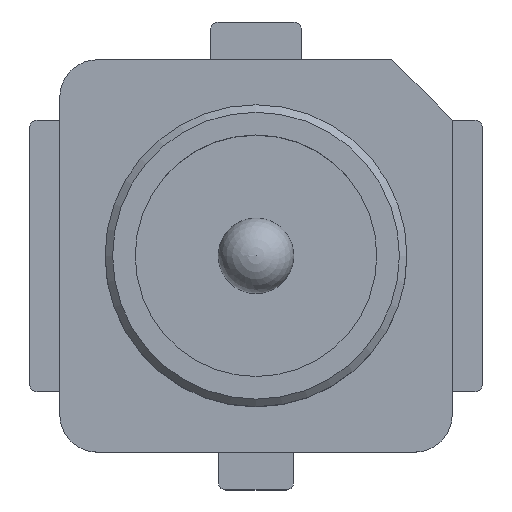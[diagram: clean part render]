
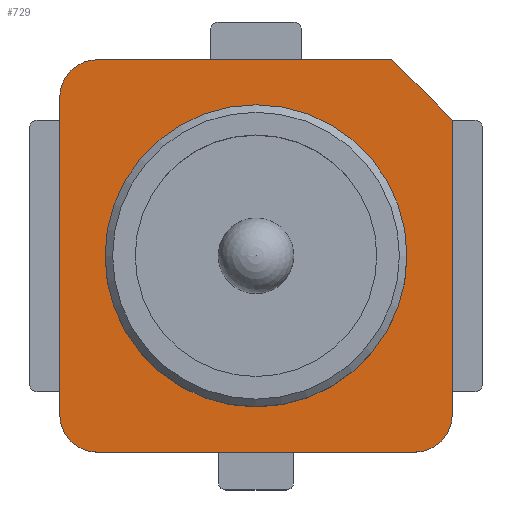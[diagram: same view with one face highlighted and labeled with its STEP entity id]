
A CAD part, top view. The second image highlights one B-rep face of the part: STEP entity #729.
In plain terms, the highlighted planar face has unit normal (0, 0, 1).
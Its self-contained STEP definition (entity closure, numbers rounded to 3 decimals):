
#23=LINE('',#1083,#96);
#24=LINE('',#1087,#97);
#25=LINE('',#1091,#98);
#26=LINE('',#1093,#99);
#27=LINE('',#1094,#100);
#96=VECTOR('',#863,1.);
#97=VECTOR('',#866,1.);
#98=VECTOR('',#869,1.);
#99=VECTOR('',#870,1.);
#100=VECTOR('',#871,1.);
#198=FACE_BOUND('',#251,.T.);
#206=FACE_OUTER_BOUND('',#250,.T.);
#250=EDGE_LOOP('',(#501,#502,#503,#504,#505,#506,#507,#508));
#251=EDGE_LOOP('',(#509));
#299=CIRCLE('',#778,0.25);
#300=CIRCLE('',#779,0.25);
#301=CIRCLE('',#780,0.25);
#302=CIRCLE('',#781,1.);
#328=VERTEX_POINT('',#1079);
#329=VERTEX_POINT('',#1080);
#330=VERTEX_POINT('',#1082);
#331=VERTEX_POINT('',#1084);
#332=VERTEX_POINT('',#1086);
#333=VERTEX_POINT('',#1088);
#334=VERTEX_POINT('',#1090);
#335=VERTEX_POINT('',#1092);
#336=VERTEX_POINT('',#1095);
#398=EDGE_CURVE('',#328,#329,#299,.T.);
#399=EDGE_CURVE('',#329,#330,#23,.T.);
#400=EDGE_CURVE('',#330,#331,#300,.T.);
#401=EDGE_CURVE('',#331,#332,#24,.T.);
#402=EDGE_CURVE('',#332,#333,#301,.T.);
#403=EDGE_CURVE('',#333,#334,#25,.T.);
#404=EDGE_CURVE('',#334,#335,#26,.T.);
#405=EDGE_CURVE('',#335,#328,#27,.T.);
#406=EDGE_CURVE('',#336,#336,#302,.T.);
#501=ORIENTED_EDGE('',*,*,#398,.T.);
#502=ORIENTED_EDGE('',*,*,#399,.T.);
#503=ORIENTED_EDGE('',*,*,#400,.T.);
#504=ORIENTED_EDGE('',*,*,#401,.T.);
#505=ORIENTED_EDGE('',*,*,#402,.T.);
#506=ORIENTED_EDGE('',*,*,#403,.T.);
#507=ORIENTED_EDGE('',*,*,#404,.T.);
#508=ORIENTED_EDGE('',*,*,#405,.T.);
#509=ORIENTED_EDGE('',*,*,#406,.F.);
#702=PLANE('',#777);
#729=ADVANCED_FACE('',(#206,#198),#702,.T.);
#777=AXIS2_PLACEMENT_3D('',#1078,#859,#860);
#778=AXIS2_PLACEMENT_3D('',#1081,#861,#862);
#779=AXIS2_PLACEMENT_3D('',#1085,#864,#865);
#780=AXIS2_PLACEMENT_3D('',#1089,#867,#868);
#781=AXIS2_PLACEMENT_3D('',#1096,#872,#873);
#859=DIRECTION('center_axis',(0.,0.,1.));
#860=DIRECTION('ref_axis',(1.,0.,0.));
#861=DIRECTION('center_axis',(0.,0.,1.));
#862=DIRECTION('ref_axis',(0.,1.,0.));
#863=DIRECTION('',(0.,-1.,0.));
#864=DIRECTION('center_axis',(0.,0.,1.));
#865=DIRECTION('ref_axis',(-1.,0.,0.));
#866=DIRECTION('',(1.,0.,0.));
#867=DIRECTION('center_axis',(0.,0.,1.));
#868=DIRECTION('ref_axis',(0.,-1.,0.));
#869=DIRECTION('',(0.,1.,0.));
#870=DIRECTION('',(-0.707,0.707,0.));
#871=DIRECTION('',(-1.,0.,0.));
#872=DIRECTION('center_axis',(0.,0.,1.));
#873=DIRECTION('ref_axis',(1.,0.,0.));
#1078=CARTESIAN_POINT('Origin',(0.,0.,0.35));
#1079=CARTESIAN_POINT('',(-1.05,1.3,0.35));
#1080=CARTESIAN_POINT('',(-1.3,1.05,0.35));
#1081=CARTESIAN_POINT('Origin',(-1.05,1.05,0.35));
#1082=CARTESIAN_POINT('',(-1.3,-1.05,0.35));
#1083=CARTESIAN_POINT('',(-1.3,1.05,0.35));
#1084=CARTESIAN_POINT('',(-1.05,-1.3,0.35));
#1085=CARTESIAN_POINT('Origin',(-1.05,-1.05,0.35));
#1086=CARTESIAN_POINT('',(1.05,-1.3,0.35));
#1087=CARTESIAN_POINT('',(-1.05,-1.3,0.35));
#1088=CARTESIAN_POINT('',(1.3,-1.05,0.35));
#1089=CARTESIAN_POINT('Origin',(1.05,-1.05,0.35));
#1090=CARTESIAN_POINT('',(1.3,0.9,0.35));
#1091=CARTESIAN_POINT('',(1.3,-1.05,0.35));
#1092=CARTESIAN_POINT('',(0.9,1.3,0.35));
#1093=CARTESIAN_POINT('',(1.3,0.9,0.35));
#1094=CARTESIAN_POINT('',(0.9,1.3,0.35));
#1095=CARTESIAN_POINT('',(-1.,0.,0.35));
#1096=CARTESIAN_POINT('Origin',(0.,0.,0.35));
